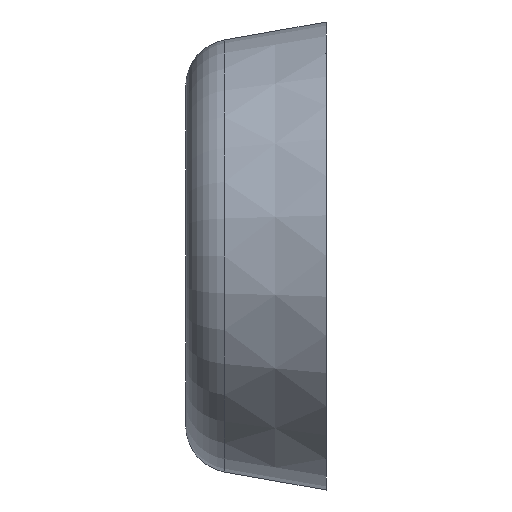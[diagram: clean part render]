
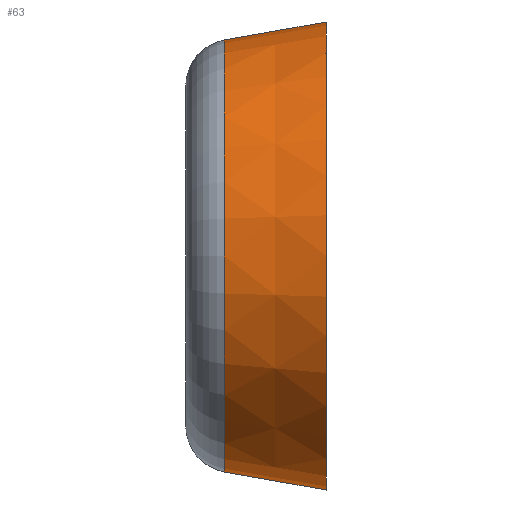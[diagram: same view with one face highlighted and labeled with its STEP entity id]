
A CAD part, left-side view. The second image highlights one B-rep face of the part: STEP entity #63.
In plain terms, the highlighted conical face has half-angle 10 degrees and reference radius 6.35 mm.
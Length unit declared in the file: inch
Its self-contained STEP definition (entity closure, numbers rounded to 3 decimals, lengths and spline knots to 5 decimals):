
#9 = CARTESIAN_POINT ( 'NONE',  ( 0., 0., -0.25 ) ) ;
#51 = VERTEX_POINT ( 'NONE', #9 ) ;
#63 = ADVANCED_FACE ( 'NONE', ( #237 ), #689, .T. ) ;
#66 = CARTESIAN_POINT ( 'NONE',  ( 0., 0., -0.25 ) ) ;
#105 = CARTESIAN_POINT ( 'NONE',  ( -0.12495, 0., 0.21654 ) ) ;
#118 = CARTESIAN_POINT ( 'NONE',  ( -0.12493, 0.00039, -0.21647 ) ) ;
#138 = DIRECTION ( 'NONE',  ( 0., 0., 1. ) ) ;
#141 = CARTESIAN_POINT ( 'NONE',  ( -0.125, 0., -0.21651 ) ) ;
#188 = ORIENTED_EDGE ( 'NONE', *, *, #322, .F. ) ;
#196 = EDGE_CURVE ( 'NONE', #51, #1204, #443, .T. ) ;
#204 = VERTEX_POINT ( 'NONE', #1127 ) ;
#211 = EDGE_LOOP ( 'NONE', ( #1263, #808, #644, #1077, #375, #403, #857, #1367, #491, #188 ) ) ;
#219 = VERTEX_POINT ( 'NONE', #588 ) ;
#237 = FACE_OUTER_BOUND ( 'NONE', #211, .T. ) ;
#239 = CARTESIAN_POINT ( 'NONE',  ( -0.12498, 0.00013, 0.21649 ) ) ;
#287 = EDGE_CURVE ( 'NONE', #294, #656, #1224, .T. ) ;
#294 = VERTEX_POINT ( 'NONE', #1140 ) ;
#299 = LINE ( 'NONE', #66, #311 ) ;
#311 = VECTOR ( 'NONE', #1392, 39.37008 ) ;
#322 = EDGE_CURVE ( 'NONE', #219, #656, #1226, .T. ) ;
#337 = CARTESIAN_POINT ( 'NONE',  ( -0.12495, 0.00026, -0.21648 ) ) ;
#342 = B_SPLINE_CURVE_WITH_KNOTS ( 'NONE', 3,
 ( #856, #420, #1056, #963 ),
 .UNSPECIFIED., .F., .F.,
 ( 4, 4 ),
 ( 0., 0.00001 ),
 .UNSPECIFIED. ) ;
#354 = EDGE_CURVE ( 'NONE', #1298, #204, #1364, .T. ) ;
#369 = VERTEX_POINT ( 'NONE', #141 ) ;
#375 = ORIENTED_EDGE ( 'NONE', *, *, #645, .T. ) ;
#381 = VECTOR ( 'NONE', #1114, 39.37008 ) ;
#389 = EDGE_CURVE ( 'NONE', #219, #629, #1118, .T. ) ;
#398 = AXIS2_PLACEMENT_3D ( 'NONE', #673, #482, #692 ) ;
#403 = ORIENTED_EDGE ( 'NONE', *, *, #711, .T. ) ;
#420 = CARTESIAN_POINT ( 'NONE',  ( -0.12494, 0.00013, -0.21651 ) ) ;
#426 = CARTESIAN_POINT ( 'NONE',  ( 0., 0., 0.25 ) ) ;
#431 = CARTESIAN_POINT ( 'NONE',  ( -0.12494, 0.00013, 0.21651 ) ) ;
#443 = CIRCLE ( 'NONE', #869, 0.25 ) ;
#451 = AXIS2_PLACEMENT_3D ( 'NONE', #1103, #1340, #1347 ) ;
#468 = CARTESIAN_POINT ( 'NONE',  ( -0.12493, 0.00039, 0.21647 ) ) ;
#482 = DIRECTION ( 'NONE',  ( 0., -1., 0. ) ) ;
#491 = ORIENTED_EDGE ( 'NONE', *, *, #287, .T. ) ;
#503 = EDGE_CURVE ( 'NONE', #629, #51, #299, .T. ) ;
#543 = B_SPLINE_CURVE_WITH_KNOTS ( 'NONE', 3,
 ( #549, #1190, #431, #105 ),
 .UNSPECIFIED., .F., .F.,
 ( 4, 4 ),
 ( 0.00386, 0.00387 ),
 .UNSPECIFIED. ) ;
#549 = CARTESIAN_POINT ( 'NONE',  ( -0.12493, 0.00039, 0.21647 ) ) ;
#582 = CARTESIAN_POINT ( 'NONE',  ( -0.12495, 0.00026, 0.21648 ) ) ;
#588 = CARTESIAN_POINT ( 'NONE',  ( 0., 0.10868, 0.23084 ) ) ;
#629 = VERTEX_POINT ( 'NONE', #638 ) ;
#638 = CARTESIAN_POINT ( 'NONE',  ( 0., 0.10868, -0.23084 ) ) ;
#644 = ORIENTED_EDGE ( 'NONE', *, *, #196, .T. ) ;
#645 = EDGE_CURVE ( 'NONE', #947, #369, #1126, .T. ) ;
#656 = VERTEX_POINT ( 'NONE', #426 ) ;
#665 = DIRECTION ( 'NONE',  ( 0., 1., 0. ) ) ;
#667 = EDGE_CURVE ( 'NONE', #204, #294, #543, .T. ) ;
#673 = CARTESIAN_POINT ( 'NONE',  ( 0., 0.10868, 0. ) ) ;
#689 = CONICAL_SURFACE ( 'NONE', #891, 0.25, 0.175 ) ;
#692 = DIRECTION ( 'NONE',  ( 0., 0., -1. ) ) ;
#711 = EDGE_CURVE ( 'NONE', #369, #1298, #878, .T. ) ;
#804 = CARTESIAN_POINT ( 'NONE',  ( -0.125, 0., 0.21651 ) ) ;
#808 = ORIENTED_EDGE ( 'NONE', *, *, #503, .T. ) ;
#856 = CARTESIAN_POINT ( 'NONE',  ( -0.12495, 0., -0.21654 ) ) ;
#857 = ORIENTED_EDGE ( 'NONE', *, *, #354, .T. ) ;
#869 = AXIS2_PLACEMENT_3D ( 'NONE', #1029, #900, #1349 ) ;
#871 = EDGE_CURVE ( 'NONE', #1204, #947, #342, .T. ) ;
#878 = CIRCLE ( 'NONE', #1318, 0.25 ) ;
#891 = AXIS2_PLACEMENT_3D ( 'NONE', #1219, #1081, #1321 ) ;
#900 = DIRECTION ( 'NONE',  ( 0., 1., 0. ) ) ;
#947 = VERTEX_POINT ( 'NONE', #118 ) ;
#963 = CARTESIAN_POINT ( 'NONE',  ( -0.12493, 0.00039, -0.21647 ) ) ;
#1029 = CARTESIAN_POINT ( 'NONE',  ( 0., 0., 0. ) ) ;
#1033 = CARTESIAN_POINT ( 'NONE',  ( -0.125, 0., 0.21651 ) ) ;
#1034 = CARTESIAN_POINT ( 'NONE',  ( -0.12495, 0., -0.21654 ) ) ;
#1056 = CARTESIAN_POINT ( 'NONE',  ( -0.12494, 0.00026, -0.21649 ) ) ;
#1077 = ORIENTED_EDGE ( 'NONE', *, *, #871, .T. ) ;
#1081 = DIRECTION ( 'NONE',  ( 0., -1., 0. ) ) ;
#1103 = CARTESIAN_POINT ( 'NONE',  ( 0., 0., 0. ) ) ;
#1114 = DIRECTION ( 'NONE',  ( 0., -0.985, 0.174 ) ) ;
#1118 = CIRCLE ( 'NONE', #398, 0.23084 ) ;
#1126 = B_SPLINE_CURVE_WITH_KNOTS ( 'NONE', 3,
 ( #1295, #337, #1195, #1201 ),
 .UNSPECIFIED., .F., .F.,
 ( 4, 4 ),
 ( 0.00388, 0.00389 ),
 .UNSPECIFIED. ) ;
#1127 = CARTESIAN_POINT ( 'NONE',  ( -0.12493, 0.00039, 0.21647 ) ) ;
#1132 = CARTESIAN_POINT ( 'NONE',  ( 0., 0., 0.25 ) ) ;
#1140 = CARTESIAN_POINT ( 'NONE',  ( -0.12495, 0., 0.21654 ) ) ;
#1190 = CARTESIAN_POINT ( 'NONE',  ( -0.12494, 0.00026, 0.21649 ) ) ;
#1195 = CARTESIAN_POINT ( 'NONE',  ( -0.12498, 0.00013, -0.21649 ) ) ;
#1201 = CARTESIAN_POINT ( 'NONE',  ( -0.125, 0., -0.21651 ) ) ;
#1204 = VERTEX_POINT ( 'NONE', #1034 ) ;
#1218 = CARTESIAN_POINT ( 'NONE',  ( 0., 0., 0. ) ) ;
#1219 = CARTESIAN_POINT ( 'NONE',  ( 0., 0., 0. ) ) ;
#1224 = CIRCLE ( 'NONE', #451, 0.25 ) ;
#1226 = LINE ( 'NONE', #1132, #381 ) ;
#1263 = ORIENTED_EDGE ( 'NONE', *, *, #389, .T. ) ;
#1295 = CARTESIAN_POINT ( 'NONE',  ( -0.12493, 0.00039, -0.21647 ) ) ;
#1298 = VERTEX_POINT ( 'NONE', #804 ) ;
#1318 = AXIS2_PLACEMENT_3D ( 'NONE', #1218, #665, #138 ) ;
#1321 = DIRECTION ( 'NONE',  ( 0., 0., 1. ) ) ;
#1340 = DIRECTION ( 'NONE',  ( 0., 1., 0. ) ) ;
#1347 = DIRECTION ( 'NONE',  ( 0., 0., 1. ) ) ;
#1349 = DIRECTION ( 'NONE',  ( 0., 0., 1. ) ) ;
#1364 = B_SPLINE_CURVE_WITH_KNOTS ( 'NONE', 3,
 ( #1033, #239, #582, #468 ),
 .UNSPECIFIED., .F., .F.,
 ( 4, 4 ),
 ( 0., 0.00001 ),
 .UNSPECIFIED. ) ;
#1367 = ORIENTED_EDGE ( 'NONE', *, *, #667, .T. ) ;
#1392 = DIRECTION ( 'NONE',  ( 0., -0.985, -0.174 ) ) ;
